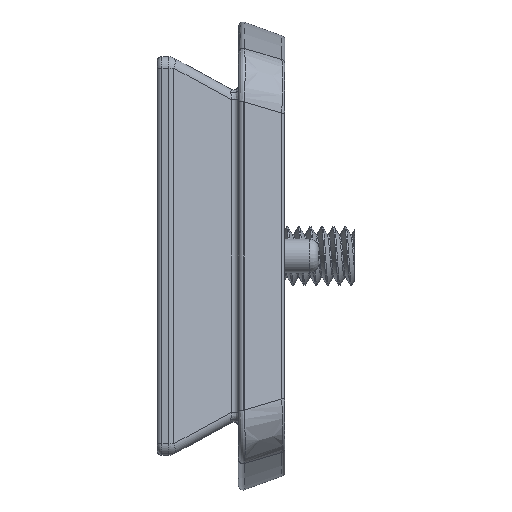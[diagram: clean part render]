
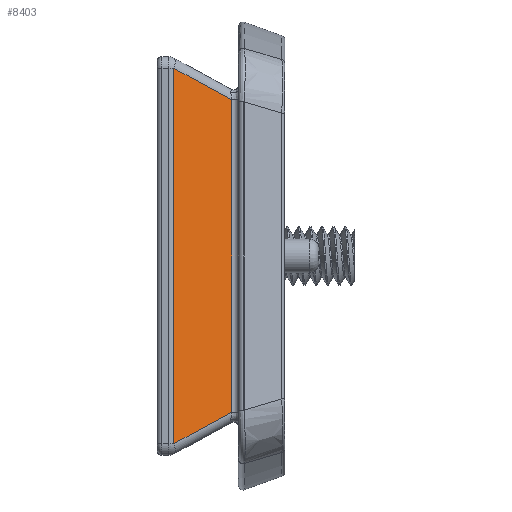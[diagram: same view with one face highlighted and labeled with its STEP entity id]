
A CAD part, left-side view. The second image highlights one B-rep face of the part: STEP entity #8403.
In plain terms, the highlighted planar face has unit normal (-0.878, -0.478, 0).
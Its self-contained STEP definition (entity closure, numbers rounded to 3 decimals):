
#115 = DIRECTION ( 'NONE',  ( 0., 0., -1. ) ) ;
#246 = VECTOR ( 'NONE', #5616, 1000. ) ;
#509 = AXIS2_PLACEMENT_3D ( 'NONE', #6724, #4460, #12552 ) ;
#908 = LINE ( 'NONE', #11591, #3636 ) ;
#1882 = ORIENTED_EDGE ( 'NONE', *, *, #14877, .T. ) ;
#2036 = VERTEX_POINT ( 'NONE', #14954 ) ;
#2568 = VECTOR ( 'NONE', #115, 1000. ) ;
#2980 = EDGE_LOOP ( 'NONE', ( #11900, #1882, #7373, #5604 ) ) ;
#3248 = CARTESIAN_POINT ( 'NONE',  ( -11.362, -11.776, -10.247 ) ) ;
#3294 = PLANE ( 'NONE',  #509 ) ;
#3547 = CARTESIAN_POINT ( 'NONE',  ( -21.626, 7.056, 20.51 ) ) ;
#3636 = VECTOR ( 'NONE', #5798, 1000. ) ;
#3910 = VERTEX_POINT ( 'NONE', #3547 ) ;
#4357 = DIRECTION ( 'NONE',  ( -0.432, 0.792, 0.432 ) ) ;
#4460 = DIRECTION ( 'NONE',  ( 0.878, 0.479, 0. ) ) ;
#5143 = FACE_OUTER_BOUND ( 'NONE', #2980, .T. ) ;
#5604 = ORIENTED_EDGE ( 'NONE', *, *, #13084, .T. ) ;
#5616 = DIRECTION ( 'NONE',  ( 0.432, -0.792, 0.432 ) ) ;
#5798 = DIRECTION ( 'NONE',  ( 0., 0., 1. ) ) ;
#6394 = LINE ( 'NONE', #3248, #246 ) ;
#6724 = CARTESIAN_POINT ( 'NONE',  ( -13.708, -7.471, 0. ) ) ;
#6733 = LINE ( 'NONE', #11289, #12887 ) ;
#6980 = CARTESIAN_POINT ( 'NONE',  ( -21.626, 7.056, 0. ) ) ;
#7373 = ORIENTED_EDGE ( 'NONE', *, *, #10562, .T. ) ;
#8119 = VERTEX_POINT ( 'NONE', #8273 ) ;
#8273 = CARTESIAN_POINT ( 'NONE',  ( -18.189, 0.751, -17.074 ) ) ;
#8403 = ADVANCED_FACE ( 'NONE', ( #5143 ), #3294, .F. ) ;
#8747 = LINE ( 'NONE', #6980, #2568 ) ;
#10562 = EDGE_CURVE ( 'NONE', #2036, #3910, #6733, .T. ) ;
#11289 = CARTESIAN_POINT ( 'NONE',  ( -11.362, -11.776, 10.247 ) ) ;
#11577 = EDGE_CURVE ( 'NONE', #14204, #8119, #6394, .T. ) ;
#11591 = CARTESIAN_POINT ( 'NONE',  ( -18.189, 0.751, 16.665 ) ) ;
#11900 = ORIENTED_EDGE ( 'NONE', *, *, #11577, .T. ) ;
#12552 = DIRECTION ( 'NONE',  ( -0.479, 0.878, 0. ) ) ;
#12887 = VECTOR ( 'NONE', #4357, 1000. ) ;
#13084 = EDGE_CURVE ( 'NONE', #3910, #14204, #8747, .T. ) ;
#14204 = VERTEX_POINT ( 'NONE', #14289 ) ;
#14289 = CARTESIAN_POINT ( 'NONE',  ( -21.626, 7.056, -20.51 ) ) ;
#14877 = EDGE_CURVE ( 'NONE', #8119, #2036, #908, .T. ) ;
#14954 = CARTESIAN_POINT ( 'NONE',  ( -18.189, 0.751, 17.074 ) ) ;
